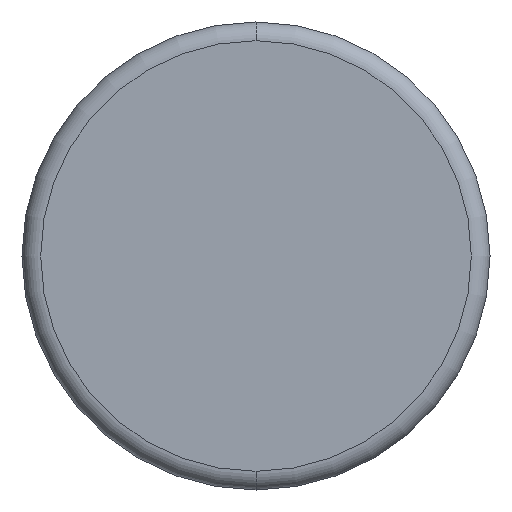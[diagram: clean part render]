
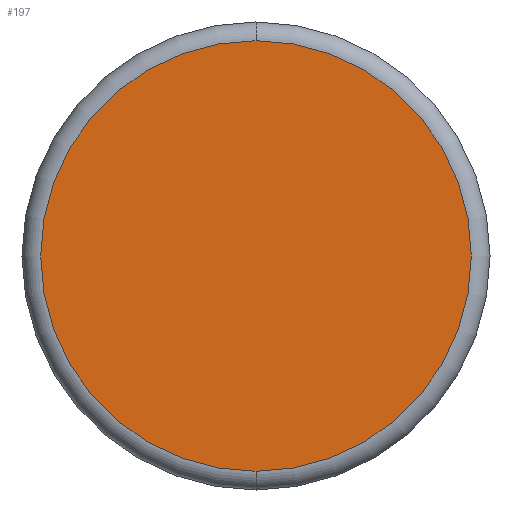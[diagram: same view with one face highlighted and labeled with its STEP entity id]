
A CAD part, front view. The second image highlights one B-rep face of the part: STEP entity #197.
In plain terms, the highlighted planar face has unit normal (0, -1, 0).
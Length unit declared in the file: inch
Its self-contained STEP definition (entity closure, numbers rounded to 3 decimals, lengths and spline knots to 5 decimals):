
#47 = DIRECTION ( 'NONE',  ( 0., 0., -1. ) ) ;
#53 = FACE_OUTER_BOUND ( 'NONE', #138, .T. ) ;
#83 = DIRECTION ( 'NONE',  ( 0., 0., -1. ) ) ;
#93 = AXIS2_PLACEMENT_3D ( 'NONE', #387, #386, #310 ) ;
#106 = DIRECTION ( 'NONE',  ( 0., -1., 0. ) ) ;
#138 = EDGE_LOOP ( 'NONE', ( #267, #396 ) ) ;
#154 = EDGE_CURVE ( 'NONE', #376, #345, #159, .T. ) ;
#159 = CIRCLE ( 'NONE', #277, 0.345 ) ;
#197 = ADVANCED_FACE ( 'NONE', ( #53 ), #379, .T. ) ;
#206 = CARTESIAN_POINT ( 'NONE',  ( 0., 0., 0. ) ) ;
#225 = CARTESIAN_POINT ( 'NONE',  ( 0., 0., -0.345 ) ) ;
#233 = EDGE_CURVE ( 'NONE', #345, #376, #264, .T. ) ;
#264 = CIRCLE ( 'NONE', #395, 0.345 ) ;
#267 = ORIENTED_EDGE ( 'NONE', *, *, #233, .T. ) ;
#277 = AXIS2_PLACEMENT_3D ( 'NONE', #383, #106, #47 ) ;
#281 = DIRECTION ( 'NONE',  ( 0., -1., 0. ) ) ;
#303 = CARTESIAN_POINT ( 'NONE',  ( 0., 0., 0.345 ) ) ;
#310 = DIRECTION ( 'NONE',  ( 0., 0., -1. ) ) ;
#345 = VERTEX_POINT ( 'NONE', #225 ) ;
#376 = VERTEX_POINT ( 'NONE', #303 ) ;
#379 = PLANE ( 'NONE',  #93 ) ;
#383 = CARTESIAN_POINT ( 'NONE',  ( 0., 0., 0. ) ) ;
#386 = DIRECTION ( 'NONE',  ( 0., -1., 0. ) ) ;
#387 = CARTESIAN_POINT ( 'NONE',  ( 0., 0., 0. ) ) ;
#395 = AXIS2_PLACEMENT_3D ( 'NONE', #206, #281, #83 ) ;
#396 = ORIENTED_EDGE ( 'NONE', *, *, #154, .T. ) ;
